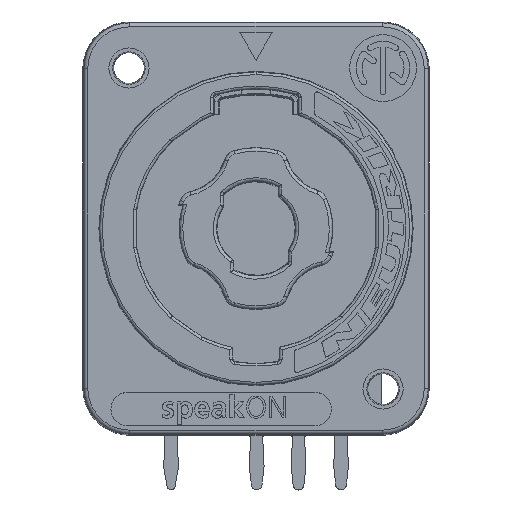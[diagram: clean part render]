
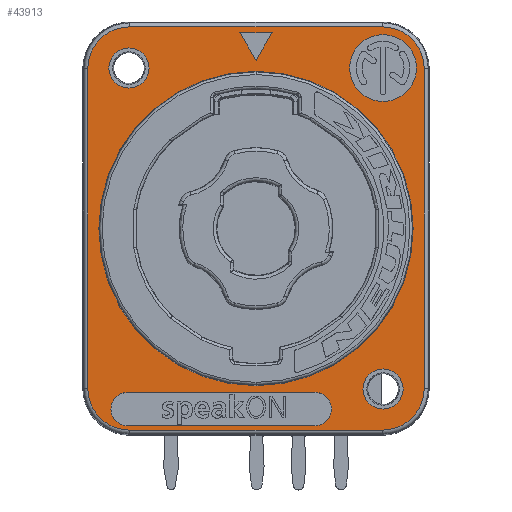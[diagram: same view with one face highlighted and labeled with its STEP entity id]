
A CAD part, top view. The second image highlights one B-rep face of the part: STEP entity #43913.
In plain terms, the highlighted planar face has unit normal (0, 0, 1).
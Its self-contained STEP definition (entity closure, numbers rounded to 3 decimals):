
#11714=CARTESIAN_POINT('',(9.5,12.,4.5));
#11715=DIRECTION('',(0.,0.,1.));
#11716=DIRECTION('',(1.,0.,0.));
#11717=AXIS2_PLACEMENT_3D('',#11714,#11715,#11716);
#11719=CARTESIAN_POINT('',(9.5,12.,4.5));
#11720=DIRECTION('',(0.,0.,1.));
#11721=DIRECTION('',(-1.,0.,0.));
#11722=AXIS2_PLACEMENT_3D('',#11719,#11720,#11721);
#11724=CARTESIAN_POINT('',(-9.6,-13.5,4.5));
#11725=DIRECTION('',(0.,0.,1.));
#11726=DIRECTION('',(0.,1.,0.));
#11727=AXIS2_PLACEMENT_3D('',#11724,#11725,#11726);
#11729=DIRECTION('',(1.,0.,0.));
#11730=VECTOR('',#11729,14.);
#11731=CARTESIAN_POINT('',(-9.6,-14.75,4.5));
#11732=LINE('',#11731,#11730);
#11733=CARTESIAN_POINT('',(4.4,-13.5,4.5));
#11734=DIRECTION('',(0.,0.,1.));
#11735=DIRECTION('',(0.,-1.,0.));
#11736=AXIS2_PLACEMENT_3D('',#11733,#11734,#11735);
#11738=DIRECTION('',(-1.,0.,0.));
#11739=VECTOR('',#11738,14.);
#11740=CARTESIAN_POINT('',(4.4,-12.25,4.5));
#11741=LINE('',#11740,#11739);
#11742=DIRECTION('',(0.5,-0.866,0.));
#11743=VECTOR('',#11742,2.4);
#11744=CARTESIAN_POINT('',(-1.2,14.65,4.5));
#11745=LINE('',#11744,#11743);
#11746=DIRECTION('',(0.5,0.866,0.));
#11747=VECTOR('',#11746,2.4);
#11748=CARTESIAN_POINT('',(0.,12.572,4.5));
#11749=LINE('',#11748,#11747);
#11750=DIRECTION('',(-1.,0.,0.));
#11751=VECTOR('',#11750,2.4);
#11752=CARTESIAN_POINT('',(1.2,14.65,4.5));
#11753=LINE('',#11752,#11751);
#11754=CARTESIAN_POINT('',(-9.5,12.,4.5));
#11755=DIRECTION('',(0.,0.,1.));
#11756=DIRECTION('',(1.,0.,0.));
#11757=AXIS2_PLACEMENT_3D('',#11754,#11755,#11756);
#11759=CARTESIAN_POINT('',(-9.5,12.,4.5));
#11760=DIRECTION('',(0.,0.,1.));
#11761=DIRECTION('',(-1.,0.,0.));
#11762=AXIS2_PLACEMENT_3D('',#11759,#11760,#11761);
#11764=CARTESIAN_POINT('',(9.5,-12.,4.5));
#11765=DIRECTION('',(0.,0.,1.));
#11766=DIRECTION('',(1.,0.,0.));
#11767=AXIS2_PLACEMENT_3D('',#11764,#11765,#11766);
#11769=CARTESIAN_POINT('',(9.5,-12.,4.5));
#11770=DIRECTION('',(0.,0.,1.));
#11771=DIRECTION('',(-1.,0.,0.));
#11772=AXIS2_PLACEMENT_3D('',#11769,#11770,#11771);
#11774=CARTESIAN_POINT('',(-9.45,11.95,4.5));
#11775=DIRECTION('',(0.,0.,1.));
#11776=DIRECTION('',(0.,1.,0.));
#11777=AXIS2_PLACEMENT_3D('',#11774,#11775,#11776);
#11779=DIRECTION('',(-1.,0.,0.));
#11780=VECTOR('',#11779,18.9);
#11781=CARTESIAN_POINT('',(9.45,15.077,4.5));
#11782=LINE('',#11781,#11780);
#11783=CARTESIAN_POINT('',(9.45,11.95,4.5));
#11784=DIRECTION('',(0.,0.,1.));
#11785=DIRECTION('',(1.,0.,0.));
#11786=AXIS2_PLACEMENT_3D('',#11783,#11784,#11785);
#11788=DIRECTION('',(0.,1.,0.));
#11789=VECTOR('',#11788,23.9);
#11790=CARTESIAN_POINT('',(12.577,-11.95,4.5));
#11791=LINE('',#11790,#11789);
#11792=CARTESIAN_POINT('',(9.45,-11.95,4.5));
#11793=DIRECTION('',(0.,0.,1.));
#11794=DIRECTION('',(0.,-1.,0.));
#11795=AXIS2_PLACEMENT_3D('',#11792,#11793,#11794);
#11797=DIRECTION('',(1.,0.,0.));
#11798=VECTOR('',#11797,18.9);
#11799=CARTESIAN_POINT('',(-9.45,-15.077,4.5));
#11800=LINE('',#11799,#11798);
#11801=CARTESIAN_POINT('',(-9.45,-11.95,4.5));
#11802=DIRECTION('',(0.,0.,1.));
#11803=DIRECTION('',(-1.,0.,0.));
#11804=AXIS2_PLACEMENT_3D('',#11801,#11802,#11803);
#11806=DIRECTION('',(0.,-1.,0.));
#11807=VECTOR('',#11806,23.9);
#11808=CARTESIAN_POINT('',(-12.577,11.95,4.5));
#11809=LINE('',#11808,#11807);
#11815=CARTESIAN_POINT('',(0.,0.,4.5));
#11816=DIRECTION('',(0.,0.,-1.));
#11817=DIRECTION('',(0.,1.,0.));
#11818=AXIS2_PLACEMENT_3D('',#11815,#11816,#11817);
#13171=CARTESIAN_POINT('',(0.,0.,4.5));
#13172=DIRECTION('',(0.,0.,1.));
#13173=DIRECTION('',(0.,1.,0.));
#13174=AXIS2_PLACEMENT_3D('',#13171,#13172,#13173);
#24027=CARTESIAN_POINT('',(0.,11.75,4.5));
#24028=CARTESIAN_POINT('',(0.,-11.75,4.5));
#24029=VERTEX_POINT('',#24027);
#24030=VERTEX_POINT('',#24028);
#24065=CARTESIAN_POINT('',(12.,12.,4.5));
#24066=CARTESIAN_POINT('',(7.,12.,4.5));
#24067=VERTEX_POINT('',#24065);
#24068=VERTEX_POINT('',#24066);
#24069=CARTESIAN_POINT('',(-9.6,-12.25,4.5));
#24070=CARTESIAN_POINT('',(-9.6,-14.75,4.5));
#24071=VERTEX_POINT('',#24069);
#24072=VERTEX_POINT('',#24070);
#24073=CARTESIAN_POINT('',(4.4,-14.75,4.5));
#24074=VERTEX_POINT('',#24073);
#24075=CARTESIAN_POINT('',(4.4,-12.25,4.5));
#24076=VERTEX_POINT('',#24075);
#24077=CARTESIAN_POINT('',(-1.2,14.65,4.5));
#24078=CARTESIAN_POINT('',(0.,12.572,4.5));
#24079=VERTEX_POINT('',#24077);
#24080=VERTEX_POINT('',#24078);
#24081=CARTESIAN_POINT('',(1.2,14.65,4.5));
#24082=VERTEX_POINT('',#24081);
#25405=CARTESIAN_POINT('',(-8.,12.,4.5));
#25406=CARTESIAN_POINT('',(-11.,12.,4.5));
#25407=VERTEX_POINT('',#25405);
#25408=VERTEX_POINT('',#25406);
#25409=CARTESIAN_POINT('',(11.,-12.,4.5));
#25410=CARTESIAN_POINT('',(8.,-12.,4.5));
#25411=VERTEX_POINT('',#25409);
#25412=VERTEX_POINT('',#25410);
#25429=CARTESIAN_POINT('',(-9.45,15.077,4.5));
#25430=CARTESIAN_POINT('',(-12.577,11.95,4.5));
#25431=VERTEX_POINT('',#25429);
#25432=VERTEX_POINT('',#25430);
#25437=CARTESIAN_POINT('',(-12.577,-11.95,4.5));
#25438=VERTEX_POINT('',#25437);
#25441=CARTESIAN_POINT('',(-9.45,-15.077,4.5));
#25442=VERTEX_POINT('',#25441);
#25445=CARTESIAN_POINT('',(9.45,-15.077,4.5));
#25446=VERTEX_POINT('',#25445);
#25449=CARTESIAN_POINT('',(12.577,-11.95,4.5));
#25450=VERTEX_POINT('',#25449);
#25453=CARTESIAN_POINT('',(12.577,11.95,4.5));
#25454=VERTEX_POINT('',#25453);
#25457=CARTESIAN_POINT('',(9.45,15.077,4.5));
#25458=VERTEX_POINT('',#25457);
#43849=CARTESIAN_POINT('',(0.,0.,4.5));
#43850=DIRECTION('',(0.,0.,-1.));
#43851=DIRECTION('',(0.,-1.,0.));
#43852=AXIS2_PLACEMENT_3D('',#43849,#43850,#43851);
#43853=PLANE('',#43852);
#43855=ORIENTED_EDGE('',*,*,#43854,.F.);
#43856=ORIENTED_EDGE('',*,*,#43839,.F.);
#43858=ORIENTED_EDGE('',*,*,#43857,.F.);
#43860=ORIENTED_EDGE('',*,*,#43859,.F.);
#43862=ORIENTED_EDGE('',*,*,#43861,.F.);
#43864=ORIENTED_EDGE('',*,*,#43863,.F.);
#43866=ORIENTED_EDGE('',*,*,#43865,.F.);
#43868=ORIENTED_EDGE('',*,*,#43867,.F.);
#43869=EDGE_LOOP('',(#43855,#43856,#43858,#43860,#43862,#43864,#43866,#43868));
#43870=FACE_OUTER_BOUND('',#43869,.F.);
#43872=ORIENTED_EDGE('',*,*,#43871,.T.);
#43874=ORIENTED_EDGE('',*,*,#43873,.T.);
#43875=EDGE_LOOP('',(#43872,#43874));
#43876=FACE_BOUND('',#43875,.F.);
#43878=ORIENTED_EDGE('',*,*,#43877,.T.);
#43880=ORIENTED_EDGE('',*,*,#43879,.T.);
#43882=ORIENTED_EDGE('',*,*,#43881,.T.);
#43884=ORIENTED_EDGE('',*,*,#43883,.T.);
#43885=EDGE_LOOP('',(#43878,#43880,#43882,#43884));
#43886=FACE_BOUND('',#43885,.F.);
#43888=ORIENTED_EDGE('',*,*,#43887,.T.);
#43890=ORIENTED_EDGE('',*,*,#43889,.T.);
#43892=ORIENTED_EDGE('',*,*,#43891,.T.);
#43893=EDGE_LOOP('',(#43888,#43890,#43892));
#43894=FACE_BOUND('',#43893,.F.);
#43896=ORIENTED_EDGE('',*,*,#43895,.T.);
#43898=ORIENTED_EDGE('',*,*,#43897,.T.);
#43899=EDGE_LOOP('',(#43896,#43898));
#43900=FACE_BOUND('',#43899,.F.);
#43902=ORIENTED_EDGE('',*,*,#43901,.T.);
#43904=ORIENTED_EDGE('',*,*,#43903,.T.);
#43905=EDGE_LOOP('',(#43902,#43904));
#43906=FACE_BOUND('',#43905,.F.);
#43908=ORIENTED_EDGE('',*,*,#43907,.F.);
#43910=ORIENTED_EDGE('',*,*,#43909,.T.);
#43911=EDGE_LOOP('',(#43908,#43910));
#43912=FACE_BOUND('',#43911,.F.);
#43913=ADVANCED_FACE('',(#43870,#43876,#43886,#43894,#43900,#43906,#43912),
#43853,.F.);
#11718=CIRCLE('',#11717,2.5);
#11723=CIRCLE('',#11722,2.5);
#11728=CIRCLE('',#11727,1.25);
#11737=CIRCLE('',#11736,1.25);
#11758=CIRCLE('',#11757,1.5);
#11763=CIRCLE('',#11762,1.5);
#11768=CIRCLE('',#11767,1.5);
#11773=CIRCLE('',#11772,1.5);
#11778=CIRCLE('',#11777,3.127);
#11787=CIRCLE('',#11786,3.127);
#11796=CIRCLE('',#11795,3.127);
#11805=CIRCLE('',#11804,3.127);
#11819=CIRCLE('',#11818,11.75);
#13175=CIRCLE('',#13174,11.75);
#43839=EDGE_CURVE('',#25458,#25431,#11782,.T.);
#43854=EDGE_CURVE('',#25431,#25432,#11778,.T.);
#43857=EDGE_CURVE('',#25454,#25458,#11787,.T.);
#43859=EDGE_CURVE('',#25450,#25454,#11791,.T.);
#43861=EDGE_CURVE('',#25446,#25450,#11796,.T.);
#43863=EDGE_CURVE('',#25442,#25446,#11800,.T.);
#43865=EDGE_CURVE('',#25438,#25442,#11805,.T.);
#43867=EDGE_CURVE('',#25432,#25438,#11809,.T.);
#43871=EDGE_CURVE('',#24067,#24068,#11718,.T.);
#43873=EDGE_CURVE('',#24068,#24067,#11723,.T.);
#43877=EDGE_CURVE('',#24071,#24072,#11728,.T.);
#43879=EDGE_CURVE('',#24072,#24074,#11732,.T.);
#43881=EDGE_CURVE('',#24074,#24076,#11737,.T.);
#43883=EDGE_CURVE('',#24076,#24071,#11741,.T.);
#43887=EDGE_CURVE('',#24079,#24080,#11745,.T.);
#43889=EDGE_CURVE('',#24080,#24082,#11749,.T.);
#43891=EDGE_CURVE('',#24082,#24079,#11753,.T.);
#43895=EDGE_CURVE('',#25407,#25408,#11758,.T.);
#43897=EDGE_CURVE('',#25408,#25407,#11763,.T.);
#43901=EDGE_CURVE('',#25411,#25412,#11768,.T.);
#43903=EDGE_CURVE('',#25412,#25411,#11773,.T.);
#43907=EDGE_CURVE('',#24029,#24030,#11819,.T.);
#43909=EDGE_CURVE('',#24029,#24030,#13175,.T.);
